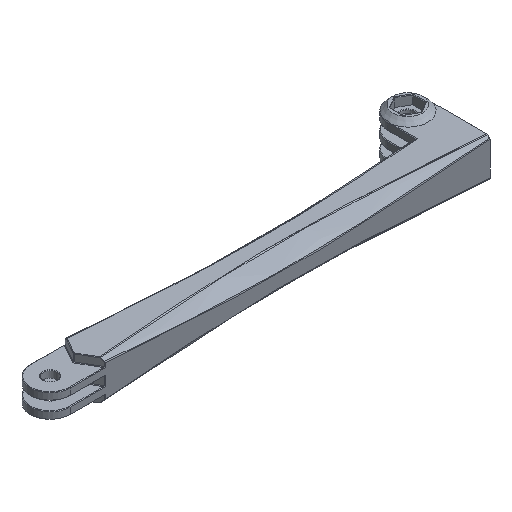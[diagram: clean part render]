
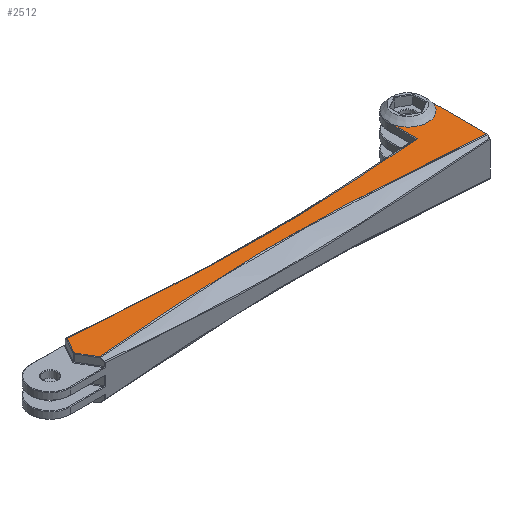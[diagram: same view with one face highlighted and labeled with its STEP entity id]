
A CAD part, isometric view. The second image highlights one B-rep face of the part: STEP entity #2512.
In plain terms, the highlighted planar face has unit normal (0, 0, 1).
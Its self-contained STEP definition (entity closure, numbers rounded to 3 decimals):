
#63=CIRCLE('',#2672,7.5);
#136=LINE('',#4427,#391);
#137=LINE('',#4430,#392);
#138=LINE('',#4432,#393);
#139=LINE('',#4433,#394);
#391=VECTOR('',#2895,10.);
#392=VECTOR('',#2898,10.);
#393=VECTOR('',#2899,10.);
#394=VECTOR('',#2900,10.);
#620=PLANE('',#2671);
#743=FACE_OUTER_BOUND('',#902,.T.);
#902=EDGE_LOOP('',(#1845,#1846,#1847,#1848,#1849,#1850,#1851));
#1109=B_SPLINE_CURVE_WITH_KNOTS('',3,(#4341,#4342,#4343,#4344,#4345,#4346,
#4347,#4348),.UNSPECIFIED.,.F.,.F.,(4,1,1,1,1,4),(-14.878,-12.815,
-8.672,-6.601,-4.53,-0.387),
 .UNSPECIFIED.);
#1112=B_SPLINE_CURVE_WITH_KNOTS('',3,(#4396,#4397,#4398,#4399,#4400,#4401,
#4402,#4403),.UNSPECIFIED.,.F.,.F.,(4,1,1,1,1,4),(-0.01,3.631,
5.451,7.271,10.911,12.731),
 .UNSPECIFIED.);
#1199=VERTEX_POINT('',#4333);
#1200=VERTEX_POINT('',#4340);
#1202=VERTEX_POINT('',#4388);
#1203=VERTEX_POINT('',#4395);
#1206=VERTEX_POINT('',#4426);
#1207=VERTEX_POINT('',#4428);
#1208=VERTEX_POINT('',#4431);
#1435=EDGE_CURVE('',#1199,#1200,#1109,.T.);
#1438=EDGE_CURVE('',#1202,#1203,#1112,.T.);
#1442=EDGE_CURVE('',#1206,#1199,#136,.T.);
#1443=EDGE_CURVE('',#1206,#1207,#63,.T.);
#1444=EDGE_CURVE('',#1203,#1207,#137,.T.);
#1445=EDGE_CURVE('',#1208,#1202,#138,.T.);
#1446=EDGE_CURVE('',#1200,#1208,#139,.T.);
#1845=ORIENTED_EDGE('',*,*,#1435,.F.);
#1846=ORIENTED_EDGE('',*,*,#1442,.F.);
#1847=ORIENTED_EDGE('',*,*,#1443,.T.);
#1848=ORIENTED_EDGE('',*,*,#1444,.F.);
#1849=ORIENTED_EDGE('',*,*,#1438,.F.);
#1850=ORIENTED_EDGE('',*,*,#1445,.F.);
#1851=ORIENTED_EDGE('',*,*,#1446,.F.);
#2512=ADVANCED_FACE('',(#743),#620,.T.);
#2671=AXIS2_PLACEMENT_3D('',#4425,#2893,#2894);
#2672=AXIS2_PLACEMENT_3D('',#4429,#2896,#2897);
#2893=DIRECTION('center_axis',(0.,0.,1.));
#2894=DIRECTION('ref_axis',(1.,0.,0.));
#2895=DIRECTION('',(0.,-1.,0.));
#2896=DIRECTION('center_axis',(0.,0.,-1.));
#2897=DIRECTION('ref_axis',(1.,0.,0.));
#2898=DIRECTION('',(0.,1.,0.));
#2899=DIRECTION('',(0.5,0.866,0.));
#2900=DIRECTION('',(-0.5,0.866,0.));
#4333=CARTESIAN_POINT('',(148.8,1.217,15.));
#4340=CARTESIAN_POINT('',(3.85,1.51,15.));
#4341=CARTESIAN_POINT('Ctrl Pts',(148.8,1.217,15.));
#4342=CARTESIAN_POINT('Ctrl Pts',(141.923,1.769,15.));
#4343=CARTESIAN_POINT('Ctrl Pts',(121.235,3.421,15.));
#4344=CARTESIAN_POINT('Ctrl Pts',(93.638,5.148,15.));
#4345=CARTESIAN_POINT('Ctrl Pts',(66.006,5.274,15.));
#4346=CARTESIAN_POINT('Ctrl Pts',(38.377,4.217,15.));
#4347=CARTESIAN_POINT('Ctrl Pts',(17.66,2.617,15.));
#4348=CARTESIAN_POINT('Ctrl Pts',(3.85,1.51,15.));
#4388=CARTESIAN_POINT('',(3.85,13.49,15.));
#4395=CARTESIAN_POINT('',(134.2,12.625,15.));
#4396=CARTESIAN_POINT('Ctrl Pts',(3.85,13.49,15.));
#4397=CARTESIAN_POINT('Ctrl Pts',(15.945,12.521,15.));
#4398=CARTESIAN_POINT('Ctrl Pts',(33.925,11.123,15.));
#4399=CARTESIAN_POINT('Ctrl Pts',(57.796,9.99,15.));
#4400=CARTESIAN_POINT('Ctrl Pts',(81.595,9.588,15.));
#4401=CARTESIAN_POINT('Ctrl Pts',(105.728,10.553,15.));
#4402=CARTESIAN_POINT('Ctrl Pts',(126.749,12.05,15.));
#4403=CARTESIAN_POINT('Ctrl Pts',(134.2,12.625,15.));
#4425=CARTESIAN_POINT('Origin',(74.5,7.5,15.));
#4426=CARTESIAN_POINT('',(148.8,21.78,15.));
#4427=CARTESIAN_POINT('',(148.8,3.75,15.));
#4428=CARTESIAN_POINT('',(134.2,21.78,15.));
#4429=CARTESIAN_POINT('Origin',(141.5,23.5,15.));
#4430=CARTESIAN_POINT('',(134.2,15.5,15.));
#4431=CARTESIAN_POINT('',(0.391,7.5,15.));
#4432=CARTESIAN_POINT('',(9.626,23.495,15.));
#4433=CARTESIAN_POINT('',(11.791,-12.245,15.));
